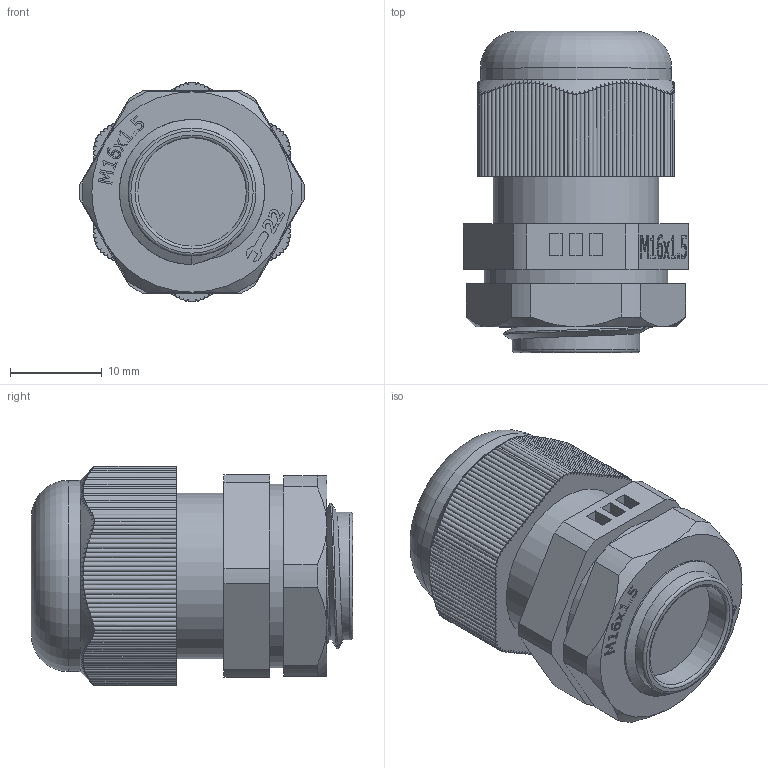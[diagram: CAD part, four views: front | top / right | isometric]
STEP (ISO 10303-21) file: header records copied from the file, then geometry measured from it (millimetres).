
FILE_DESCRIPTION(/* description */ (''),/* implementation_level */ '2;1');
FILE_NAME(/* name */ '',/* time_stamp */ '2023-07-06T16:34:21+07:00',/* author */ ('zeta-09'),/* organization */ (''),/* preprocessor_version */ 'ST-DEVELOPER v19.2',/* originating_system */ 'Autodesk Inventor 2024',/* authorisation */ '');
FILE_SCHEMA (('AUTOMOTIVE_DESIGN { 1 0 10303 214 3 1 1 }'));
Length unit declared in the file: millimetre
Products named in the file (1): Деталь1
Bounding box: 24.49 x 34.96 x 23.89 mm (x, y, z)
Volume: 11573.6 mm3; surface area: 4029.6 mm2
Topology: 1 solids, 1 shells, 482 faces, 1480 edges, 1025 vertices
Faces by surface type: plane 205, cylinder 175, bspline 91, cone 7, torus 4
Full cylindrical faces by diameter (mm): 11.8 x1, 13.9 x1, 18 x1, 20 x1, 20.8 x1
Entity records: 21311 total; most frequent: CARTESIAN_POINT 8445, ORIENTED_EDGE 2960, DIRECTION 1996, EDGE_CURVE 1480, VERTEX_POINT 1025, LINE 780, VECTOR 780, AXIS2_PLACEMENT_3D 608
